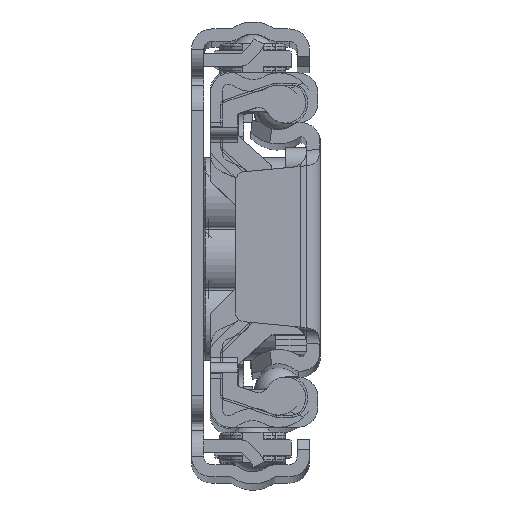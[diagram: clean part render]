
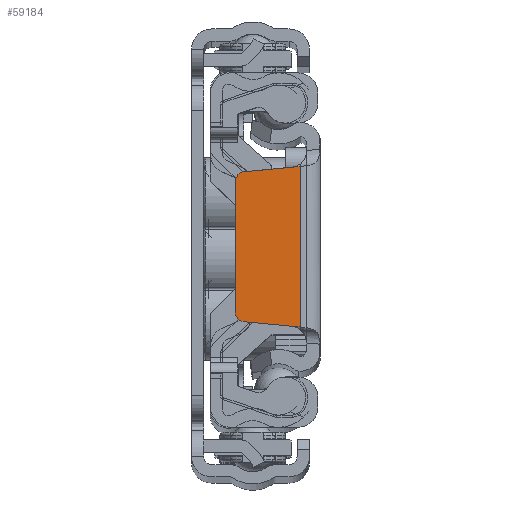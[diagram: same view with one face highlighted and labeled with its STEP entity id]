
A CAD part, top view. The second image highlights one B-rep face of the part: STEP entity #59184.
In plain terms, the highlighted face is planar.
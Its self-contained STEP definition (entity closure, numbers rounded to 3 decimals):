
#294 = EDGE_CURVE ( 'NONE', #51576, #11083, #13300, .T. ) ;
#578 = CARTESIAN_POINT ( 'NONE',  ( -7.4, 6.391, 0. ) ) ;
#2345 = AXIS2_PLACEMENT_3D ( 'NONE', #13957, #39176, #61347 ) ;
#2587 = DIRECTION ( 'NONE',  ( 0., 0., 1. ) ) ;
#2871 = CARTESIAN_POINT ( 'NONE',  ( -8.4, 7.3, 0. ) ) ;
#4956 = ORIENTED_EDGE ( 'NONE', *, *, #19112, .F. ) ;
#7990 = DIRECTION ( 'NONE',  ( 0.995, -0.095, 0. ) ) ;
#8063 = CARTESIAN_POINT ( 'NONE',  ( -2.758, -7.837, 0. ) ) ;
#8126 = DIRECTION ( 'NONE',  ( 1., 0., 0. ) ) ;
#9033 = ORIENTED_EDGE ( 'NONE', *, *, #58394, .T. ) ;
#11083 = VERTEX_POINT ( 'NONE', #55013 ) ;
#12716 = CARTESIAN_POINT ( 'NONE',  ( -4.143, -13.87, 0. ) ) ;
#13300 = LINE ( 'NONE', #45434, #18267 ) ;
#13957 = CARTESIAN_POINT ( 'NONE',  ( -7.4, -6.391, 0. ) ) ;
#14097 = LINE ( 'NONE', #57172, #51760 ) ;
#14477 = VERTEX_POINT ( 'NONE', #67770 ) ;
#15242 = DIRECTION ( 'NONE',  ( 0., -1., 0. ) ) ;
#18267 = VECTOR ( 'NONE', #50717, 1000. ) ;
#18493 = EDGE_CURVE ( 'NONE', #28024, #51576, #66589, .T. ) ;
#18747 = DIRECTION ( 'NONE',  ( -0.995, -0.095, 0. ) ) ;
#19112 = EDGE_CURVE ( 'NONE', #40210, #14477, #52610, .T. ) ;
#19351 = AXIS2_PLACEMENT_3D ( 'NONE', #12716, #2587, #8126 ) ;
#19535 = VECTOR ( 'NONE', #34082, 1000. ) ;
#19690 = ORIENTED_EDGE ( 'NONE', *, *, #30297, .F. ) ;
#21782 = DIRECTION ( 'NONE',  ( 1., 0., 0. ) ) ;
#22686 = FACE_OUTER_BOUND ( 'NONE', #60074, .T. ) ;
#22888 = VERTEX_POINT ( 'NONE', #8063 ) ;
#24259 = ORIENTED_EDGE ( 'NONE', *, *, #18493, .T. ) ;
#26132 = DIRECTION ( 'NONE',  ( 0., 0., -1. ) ) ;
#28024 = VERTEX_POINT ( 'NONE', #63038 ) ;
#28742 = VERTEX_POINT ( 'NONE', #59535 ) ;
#30297 = EDGE_CURVE ( 'NONE', #28024, #22888, #32216, .T. ) ;
#32216 = LINE ( 'NONE', #39864, #50230 ) ;
#32668 = LINE ( 'NONE', #37778, #19535 ) ;
#33729 = VECTOR ( 'NONE', #56469, 1000. ) ;
#33889 = EDGE_CURVE ( 'NONE', #40210, #28742, #14097, .T. ) ;
#34033 = PLANE ( 'NONE',  #19351 ) ;
#34082 = DIRECTION ( 'NONE',  ( -0.995, 0.095, 0. ) ) ;
#36070 = CARTESIAN_POINT ( 'NONE',  ( -2., 7.91, 0. ) ) ;
#37249 = CARTESIAN_POINT ( 'NONE',  ( -2., 7.91, 0. ) ) ;
#37778 = CARTESIAN_POINT ( 'NONE',  ( -2., -7.91, 0. ) ) ;
#37981 = CARTESIAN_POINT ( 'NONE',  ( -8.4, -6.391, 0. ) ) ;
#37996 = ORIENTED_EDGE ( 'NONE', *, *, #294, .T. ) ;
#38084 = ORIENTED_EDGE ( 'NONE', *, *, #33889, .T. ) ;
#39176 = DIRECTION ( 'NONE',  ( 0., 0., -1. ) ) ;
#39864 = CARTESIAN_POINT ( 'NONE',  ( -8.4, -7.3, 0. ) ) ;
#40210 = VERTEX_POINT ( 'NONE', #37249 ) ;
#42899 = VERTEX_POINT ( 'NONE', #59770 ) ;
#43573 = LINE ( 'NONE', #2871, #44349 ) ;
#43882 = ORIENTED_EDGE ( 'NONE', *, *, #45292, .F. ) ;
#44349 = VECTOR ( 'NONE', #18747, 1000. ) ;
#45284 = ORIENTED_EDGE ( 'NONE', *, *, #67937, .T. ) ;
#45292 = EDGE_CURVE ( 'NONE', #14477, #42899, #43573, .T. ) ;
#45434 = CARTESIAN_POINT ( 'NONE',  ( -8.4, 8.1, 0. ) ) ;
#49147 = AXIS2_PLACEMENT_3D ( 'NONE', #578, #26132, #21782 ) ;
#50230 = VECTOR ( 'NONE', #7990, 1000. ) ;
#50717 = DIRECTION ( 'NONE',  ( 0., 1., 0. ) ) ;
#51576 = VERTEX_POINT ( 'NONE', #37981 ) ;
#51760 = VECTOR ( 'NONE', #15242, 1000. ) ;
#52610 = LINE ( 'NONE', #36070, #33729 ) ;
#55013 = CARTESIAN_POINT ( 'NONE',  ( -8.4, 6.391, 0. ) ) ;
#56469 = DIRECTION ( 'NONE',  ( -0.995, -0.095, 0. ) ) ;
#57172 = CARTESIAN_POINT ( 'NONE',  ( -2., -13.87, 0. ) ) ;
#58394 = EDGE_CURVE ( 'NONE', #11083, #42899, #60435, .T. ) ;
#59184 = ADVANCED_FACE ( 'NONE', ( #22686 ), #34033, .F. ) ;
#59535 = CARTESIAN_POINT ( 'NONE',  ( -2., -7.91, 0. ) ) ;
#59770 = CARTESIAN_POINT ( 'NONE',  ( -7.495, 7.386, 0. ) ) ;
#60074 = EDGE_LOOP ( 'NONE', ( #19690, #24259, #37996, #9033, #43882, #4956, #38084, #45284 ) ) ;
#60435 = CIRCLE ( 'NONE', #49147, 1. ) ;
#61347 = DIRECTION ( 'NONE',  ( 1., 0., 0. ) ) ;
#63038 = CARTESIAN_POINT ( 'NONE',  ( -7.495, -7.386, 0. ) ) ;
#66589 = CIRCLE ( 'NONE', #2345, 1. ) ;
#67770 = CARTESIAN_POINT ( 'NONE',  ( -2.758, 7.837, 0. ) ) ;
#67937 = EDGE_CURVE ( 'NONE', #28742, #22888, #32668, .T. ) ;
